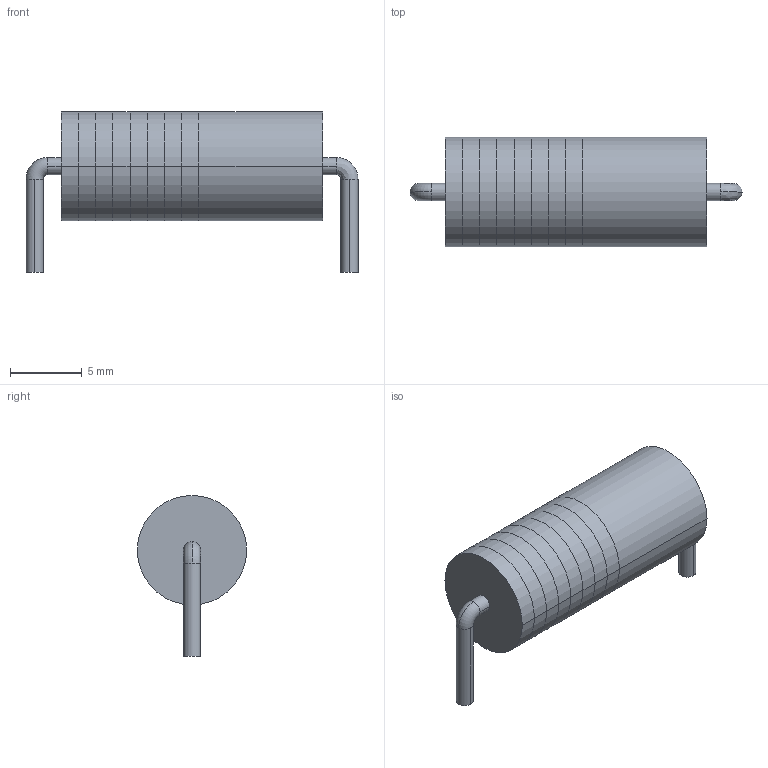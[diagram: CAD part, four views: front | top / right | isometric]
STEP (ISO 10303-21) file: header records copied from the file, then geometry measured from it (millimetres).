
FILE_DESCRIPTION((''),'2;1');
FILE_NAME('RES2200-1826X764.stp','2010-04-15T14:28:40',(''),(''),'Mechanical Desktop 2010','Mechanical Desktop 2010',', , ');
FILE_SCHEMA(('AUTOMOTIVE_DESIGN { 1 2 10303 214 1 1 1 1 }'));
Length unit declared in the file: millimetre
Products named in the file (1): Product
Bounding box: 23.2 x 7.64 x 11.25 mm (x, y, z)
Volume: 857.3 mm3; surface area: 1335.2 mm2
Topology: 11 solids, 11 shells, 52 faces, 94 edges, 68 vertices
Faces by surface type: cylinder 22, plane 20, bspline 8, torus 2
Entity records: 1515 total; most frequent: CARTESIAN_POINT 373, DIRECTION 248, ORIENTED_EDGE 180, AXIS2_PLACEMENT_3D 109, EDGE_CURVE 90, CIRCLE 64, VERTEX_POINT 60, EDGE_LOOP 52
